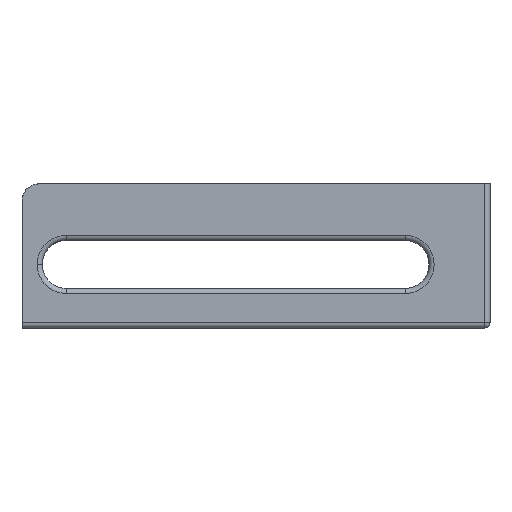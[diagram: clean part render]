
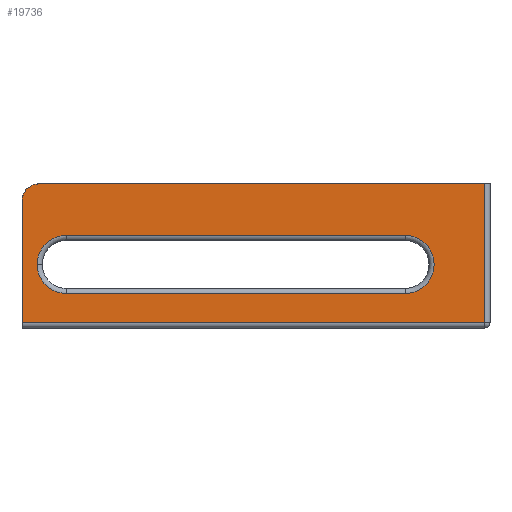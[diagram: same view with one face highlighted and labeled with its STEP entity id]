
A CAD part, front view. The second image highlights one B-rep face of the part: STEP entity #19736.
In plain terms, the highlighted planar face has unit normal (0, -1, 0).
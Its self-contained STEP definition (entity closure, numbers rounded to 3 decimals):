
#21 = CARTESIAN_POINT ( 'NONE',  ( -50., 0., 54.575 ) ) ;
#37 = CARTESIAN_POINT ( 'NONE',  ( -276., 0., 85. ) ) ;
#59 = VECTOR ( 'NONE', #14935, 1000. ) ;
#592 = ORIENTED_EDGE ( 'NONE', *, *, #12962, .T. ) ;
#599 = LINE ( 'NONE', #2784, #59 ) ;
#646 = DIRECTION ( 'NONE',  ( -1., 0., 0. ) ) ;
#926 = CARTESIAN_POINT ( 'NONE',  ( -50., 0., 37.5 ) ) ;
#1120 = DIRECTION ( 'NONE',  ( -1., 0., 0. ) ) ;
#1159 = FACE_OUTER_BOUND ( 'NONE', #11954, .T. ) ;
#1641 = CARTESIAN_POINT ( 'NONE',  ( -266., 0., 75. ) ) ;
#1921 = CARTESIAN_POINT ( 'NONE',  ( -250., 0., 54.575 ) ) ;
#1964 = VERTEX_POINT ( 'NONE', #7710 ) ;
#1999 = DIRECTION ( 'NONE',  ( -1., 0., 0. ) ) ;
#2644 = DIRECTION ( 'NONE',  ( -1., 0., 0. ) ) ;
#2784 = CARTESIAN_POINT ( 'NONE',  ( 0., 0., 3. ) ) ;
#3015 = CARTESIAN_POINT ( 'NONE',  ( -3., 0., 85. ) ) ;
#3022 = EDGE_CURVE ( 'NONE', #17465, #11572, #13696, .T. ) ;
#3364 = DIRECTION ( 'NONE',  ( -1., 0., 0. ) ) ;
#3562 = FACE_BOUND ( 'NONE', #17395, .T. ) ;
#3630 = DIRECTION ( 'NONE',  ( 0., 0., -1. ) ) ;
#4654 = ORIENTED_EDGE ( 'NONE', *, *, #8523, .T. ) ;
#4686 = VECTOR ( 'NONE', #646, 1000. ) ;
#5261 = CARTESIAN_POINT ( 'NONE',  ( -266., 0., 85. ) ) ;
#5494 = CARTESIAN_POINT ( 'NONE',  ( -3., 0., 85. ) ) ;
#5561 = CARTESIAN_POINT ( 'NONE',  ( 0., 0., 85. ) ) ;
#6338 = CARTESIAN_POINT ( 'NONE',  ( -250., 0., 20.425 ) ) ;
#6850 = CIRCLE ( 'NONE', #6944, 17.075 ) ;
#6944 = AXIS2_PLACEMENT_3D ( 'NONE', #926, #13006, #2644 ) ;
#7080 = VERTEX_POINT ( 'NONE', #1921 ) ;
#7176 = PLANE ( 'NONE',  #21793 ) ;
#7326 = DIRECTION ( 'NONE',  ( 0., 1., 0. ) ) ;
#7518 = CARTESIAN_POINT ( 'NONE',  ( 0., 0., 20.425 ) ) ;
#7710 = CARTESIAN_POINT ( 'NONE',  ( -276., 0., 3. ) ) ;
#7775 = DIRECTION ( 'NONE',  ( 1., 0., 0. ) ) ;
#8157 = CARTESIAN_POINT ( 'NONE',  ( -50., 0., 20.425 ) ) ;
#8514 = VERTEX_POINT ( 'NONE', #20542 ) ;
#8515 = DIRECTION ( 'NONE',  ( 1., 0., 0. ) ) ;
#8523 = EDGE_CURVE ( 'NONE', #9917, #8514, #9766, .T. ) ;
#8616 = CARTESIAN_POINT ( 'NONE',  ( -3., 0., 3. ) ) ;
#8778 = EDGE_CURVE ( 'NONE', #9917, #9964, #14582, .T. ) ;
#8923 = LINE ( 'NONE', #3015, #17527 ) ;
#9295 = LINE ( 'NONE', #7518, #4686 ) ;
#9399 = ORIENTED_EDGE ( 'NONE', *, *, #20462, .T. ) ;
#9439 = ORIENTED_EDGE ( 'NONE', *, *, #12832, .T. ) ;
#9697 = EDGE_CURVE ( 'NONE', #20212, #9964, #8923, .T. ) ;
#9766 = CIRCLE ( 'NONE', #20130, 10. ) ;
#9917 = VERTEX_POINT ( 'NONE', #5261 ) ;
#9964 = VERTEX_POINT ( 'NONE', #5494 ) ;
#10407 = LINE ( 'NONE', #20519, #13895 ) ;
#11256 = CARTESIAN_POINT ( 'NONE',  ( 0., 0., 85. ) ) ;
#11446 = ORIENTED_EDGE ( 'NONE', *, *, #8778, .F. ) ;
#11488 = DIRECTION ( 'NONE',  ( 0., 1., 0. ) ) ;
#11572 = VERTEX_POINT ( 'NONE', #14032 ) ;
#11954 = EDGE_LOOP ( 'NONE', ( #9399, #17009, #11446, #4654, #19295 ) ) ;
#12391 = EDGE_CURVE ( 'NONE', #8514, #1964, #18992, .T. ) ;
#12431 = ORIENTED_EDGE ( 'NONE', *, *, #18865, .T. ) ;
#12452 = CARTESIAN_POINT ( 'NONE',  ( -250., 0., 37.5 ) ) ;
#12561 = AXIS2_PLACEMENT_3D ( 'NONE', #12452, #20836, #1999 ) ;
#12616 = ORIENTED_EDGE ( 'NONE', *, *, #13503, .T. ) ;
#12832 = EDGE_CURVE ( 'NONE', #11572, #7080, #15502, .T. ) ;
#12962 = EDGE_CURVE ( 'NONE', #7080, #16285, #10407, .T. ) ;
#13006 = DIRECTION ( 'NONE',  ( 0., 1., 0. ) ) ;
#13503 = EDGE_CURVE ( 'NONE', #16285, #22057, #6850, .T. ) ;
#13696 = CIRCLE ( 'NONE', #12561, 17.075 ) ;
#13741 = DIRECTION ( 'NONE',  ( 0., -1., 0. ) ) ;
#13895 = VECTOR ( 'NONE', #8515, 1000. ) ;
#13912 = VECTOR ( 'NONE', #3630, 1000. ) ;
#14018 = AXIS2_PLACEMENT_3D ( 'NONE', #21734, #11488, #1120 ) ;
#14032 = CARTESIAN_POINT ( 'NONE',  ( -267.075, 0., 37.5 ) ) ;
#14037 = VECTOR ( 'NONE', #7775, 1000. ) ;
#14582 = LINE ( 'NONE', #11256, #14037 ) ;
#14935 = DIRECTION ( 'NONE',  ( 1., 0., 0. ) ) ;
#15502 = CIRCLE ( 'NONE', #14018, 17.075 ) ;
#16285 = VERTEX_POINT ( 'NONE', #21 ) ;
#17009 = ORIENTED_EDGE ( 'NONE', *, *, #9697, .T. ) ;
#17395 = EDGE_LOOP ( 'NONE', ( #19600, #9439, #592, #12616, #12431 ) ) ;
#17465 = VERTEX_POINT ( 'NONE', #6338 ) ;
#17527 = VECTOR ( 'NONE', #20265, 1000. ) ;
#18865 = EDGE_CURVE ( 'NONE', #22057, #17465, #9295, .T. ) ;
#18992 = LINE ( 'NONE', #37, #13912 ) ;
#19295 = ORIENTED_EDGE ( 'NONE', *, *, #12391, .T. ) ;
#19346 = DIRECTION ( 'NONE',  ( -1., 0., 0. ) ) ;
#19600 = ORIENTED_EDGE ( 'NONE', *, *, #3022, .T. ) ;
#19736 = ADVANCED_FACE ( 'NONE', ( #3562, #1159 ), #7176, .F. ) ;
#20130 = AXIS2_PLACEMENT_3D ( 'NONE', #1641, #13741, #3364 ) ;
#20212 = VERTEX_POINT ( 'NONE', #8616 ) ;
#20265 = DIRECTION ( 'NONE',  ( 0., 0., 1. ) ) ;
#20462 = EDGE_CURVE ( 'NONE', #1964, #20212, #599, .T. ) ;
#20519 = CARTESIAN_POINT ( 'NONE',  ( 0., 0., 54.575 ) ) ;
#20542 = CARTESIAN_POINT ( 'NONE',  ( -276., 0., 75. ) ) ;
#20836 = DIRECTION ( 'NONE',  ( 0., 1., 0. ) ) ;
#21734 = CARTESIAN_POINT ( 'NONE',  ( -250., 0., 37.5 ) ) ;
#21793 = AXIS2_PLACEMENT_3D ( 'NONE', #5561, #7326, #19346 ) ;
#22057 = VERTEX_POINT ( 'NONE', #8157 ) ;
